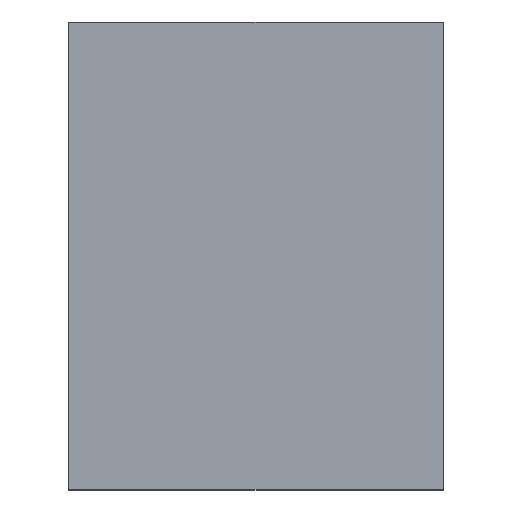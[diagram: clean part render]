
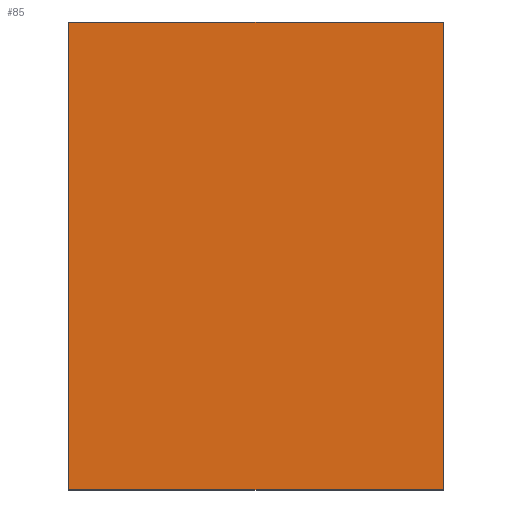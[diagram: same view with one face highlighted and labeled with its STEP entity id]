
A CAD part, top view. The second image highlights one B-rep face of the part: STEP entity #85.
In plain terms, the highlighted planar face has unit normal (0, 0, 1).
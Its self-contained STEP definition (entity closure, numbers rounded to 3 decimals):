
#2 = VERTEX_POINT ( 'NONE', #170 ) ;
#12 = VECTOR ( 'NONE', #105, 1000. ) ;
#13 = ORIENTED_EDGE ( 'NONE', *, *, #27, .T. ) ;
#15 = CARTESIAN_POINT ( 'NONE',  ( 0., 0., 400. ) ) ;
#16 = CARTESIAN_POINT ( 'NONE',  ( 400., -500., 400. ) ) ;
#17 = VECTOR ( 'NONE', #157, 1000. ) ;
#23 = DIRECTION ( 'NONE',  ( -1., 0., 0. ) ) ;
#27 = EDGE_CURVE ( 'NONE', #2, #67, #101, .T. ) ;
#28 = CARTESIAN_POINT ( 'NONE',  ( 400., -500., 400. ) ) ;
#29 = CARTESIAN_POINT ( 'NONE',  ( -400., -500., 400. ) ) ;
#35 = VERTEX_POINT ( 'NONE', #28 ) ;
#41 = FACE_OUTER_BOUND ( 'NONE', #137, .T. ) ;
#44 = DIRECTION ( 'NONE',  ( -1., 0., 0. ) ) ;
#48 = VECTOR ( 'NONE', #84, 1000. ) ;
#63 = LINE ( 'NONE', #119, #12 ) ;
#67 = VERTEX_POINT ( 'NONE', #80 ) ;
#68 = ORIENTED_EDGE ( 'NONE', *, *, #116, .T. ) ;
#70 = PLANE ( 'NONE',  #165 ) ;
#77 = VECTOR ( 'NONE', #44, 1000. ) ;
#80 = CARTESIAN_POINT ( 'NONE',  ( -400., 500., 400. ) ) ;
#84 = DIRECTION ( 'NONE',  ( 0., -1., 0. ) ) ;
#85 = ADVANCED_FACE ( 'NONE', ( #41 ), #70, .F. ) ;
#98 = LINE ( 'NONE', #16, #17 ) ;
#101 = LINE ( 'NONE', #127, #77 ) ;
#105 = DIRECTION ( 'NONE',  ( 1., 0., 0. ) ) ;
#116 = EDGE_CURVE ( 'NONE', #67, #124, #131, .T. ) ;
#117 = DIRECTION ( 'NONE',  ( 0., 0., -1. ) ) ;
#119 = CARTESIAN_POINT ( 'NONE',  ( -400., -500., 400. ) ) ;
#124 = VERTEX_POINT ( 'NONE', #168 ) ;
#126 = EDGE_CURVE ( 'NONE', #35, #2, #98, .T. ) ;
#127 = CARTESIAN_POINT ( 'NONE',  ( -400., 500., 400. ) ) ;
#131 = LINE ( 'NONE', #29, #48 ) ;
#137 = EDGE_LOOP ( 'NONE', ( #171, #13, #68, #161 ) ) ;
#148 = EDGE_CURVE ( 'NONE', #124, #35, #63, .T. ) ;
#157 = DIRECTION ( 'NONE',  ( 0., 1., 0. ) ) ;
#161 = ORIENTED_EDGE ( 'NONE', *, *, #148, .T. ) ;
#165 = AXIS2_PLACEMENT_3D ( 'NONE', #15, #117, #23 ) ;
#168 = CARTESIAN_POINT ( 'NONE',  ( -400., -500., 400. ) ) ;
#170 = CARTESIAN_POINT ( 'NONE',  ( 400., 500., 400. ) ) ;
#171 = ORIENTED_EDGE ( 'NONE', *, *, #126, .T. ) ;
